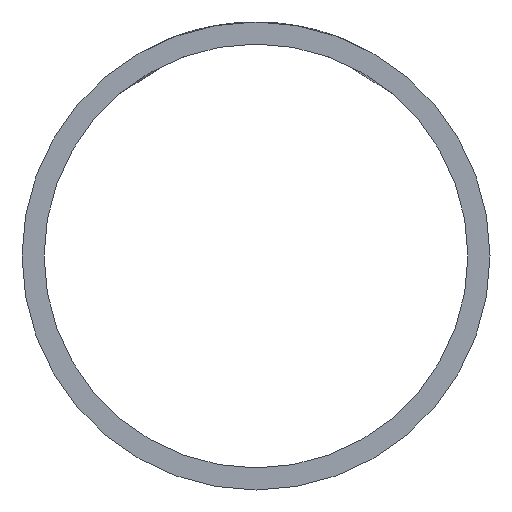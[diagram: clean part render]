
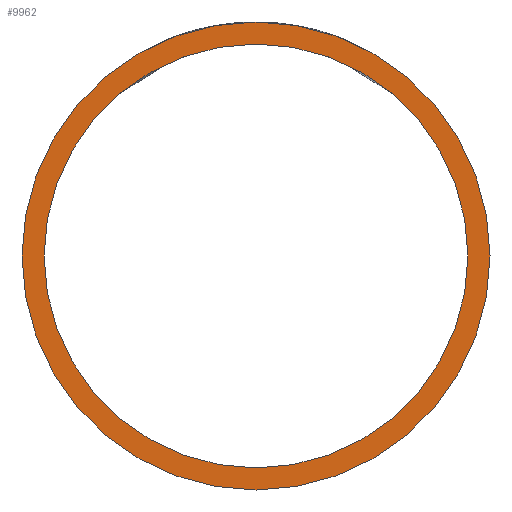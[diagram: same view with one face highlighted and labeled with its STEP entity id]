
A CAD part, front view. The second image highlights one B-rep face of the part: STEP entity #9962.
In plain terms, the highlighted planar face has unit normal (0, -1, 0).
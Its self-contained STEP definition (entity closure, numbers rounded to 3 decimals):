
#453 = CARTESIAN_POINT ( 'NONE',  ( 0., -3000., 19.2 ) ) ;
#621 = DIRECTION ( 'NONE',  ( 0., 1., 0. ) ) ;
#1611 = VERTEX_POINT ( 'NONE', #4263 ) ;
#1717 = CARTESIAN_POINT ( 'NONE',  ( 0., -3000., 0. ) ) ;
#2751 = FACE_BOUND ( 'NONE', #11163, .T. ) ;
#3058 = DIRECTION ( 'NONE',  ( 0., 0., 1. ) ) ;
#3241 = CARTESIAN_POINT ( 'NONE',  ( 0., -3000., 0. ) ) ;
#3470 = ORIENTED_EDGE ( 'NONE', *, *, #13451, .T. ) ;
#3739 = AXIS2_PLACEMENT_3D ( 'NONE', #1717, #5941, #3058 ) ;
#4263 = CARTESIAN_POINT ( 'NONE',  ( 0., -3000., 21.2 ) ) ;
#5941 = DIRECTION ( 'NONE',  ( 0., 1., 0. ) ) ;
#6897 = DIRECTION ( 'NONE',  ( 0., 0., 1. ) ) ;
#7558 = FACE_OUTER_BOUND ( 'NONE', #16544, .T. ) ;
#8538 = ORIENTED_EDGE ( 'NONE', *, *, #16892, .F. ) ;
#8539 = AXIS2_PLACEMENT_3D ( 'NONE', #3241, #621, #9799 ) ;
#9698 = CARTESIAN_POINT ( 'NONE',  ( 0., -3000., 0. ) ) ;
#9799 = DIRECTION ( 'NONE',  ( 0., 0., 1. ) ) ;
#9962 = ADVANCED_FACE ( 'NONE', ( #2751, #7558 ), #13846, .F. ) ;
#11163 = EDGE_LOOP ( 'NONE', ( #3470 ) ) ;
#11446 = CIRCLE ( 'NONE', #15567, 21.2 ) ;
#12374 = DIRECTION ( 'NONE',  ( 0., 1., 0. ) ) ;
#13451 = EDGE_CURVE ( 'NONE', #17232, #17232, #14277, .T. ) ;
#13846 = PLANE ( 'NONE',  #8539 ) ;
#14277 = CIRCLE ( 'NONE', #3739, 19.2 ) ;
#15567 = AXIS2_PLACEMENT_3D ( 'NONE', #9698, #12374, #6897 ) ;
#16544 = EDGE_LOOP ( 'NONE', ( #8538 ) ) ;
#16892 = EDGE_CURVE ( 'NONE', #1611, #1611, #11446, .T. ) ;
#17232 = VERTEX_POINT ( 'NONE', #453 ) ;
